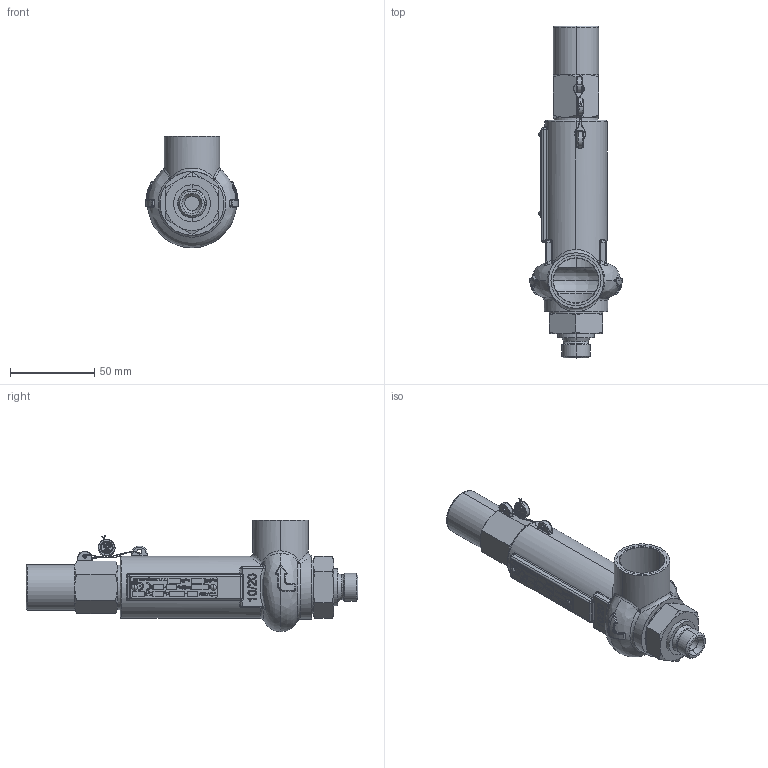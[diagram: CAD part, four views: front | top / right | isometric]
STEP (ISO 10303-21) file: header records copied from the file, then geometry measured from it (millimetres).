
FILE_DESCRIPTION (( 'STEP AP203' ), '1' );
FILE_NAME ('Typ_10-BG_I-head_C-G038-G034.STEP', '2019-09-20T10:21:02', ( '' ), ( '' ), 'SwSTEP 2.0', 'SolidWorks 2016', '' );
FILE_SCHEMA (( 'CONFIG_CONTROL_DESIGN' ));
Products named in the file (1): Typ_10-BG_I-head_C-G038-G034
Bounding box: 54.95 x 197.5 x 66.5 mm (x, y, z)
Volume: 55501.6 mm3; surface area: 51343.4 mm2
Topology: 25 solids, 25 shells, 1616 faces, 4124 edges, 2636 vertices
Faces by surface type: bspline 692, plane 671, cylinder 201, cone 52
Entity records: 81143 total; most frequent: CARTESIAN_POINT 46641, ORIENTED_EDGE 8212, DIRECTION 5293, EDGE_CURVE 4106, VERTEX_POINT 2636, VECTOR 1997, LINE 1997, EDGE_LOOP 1742
